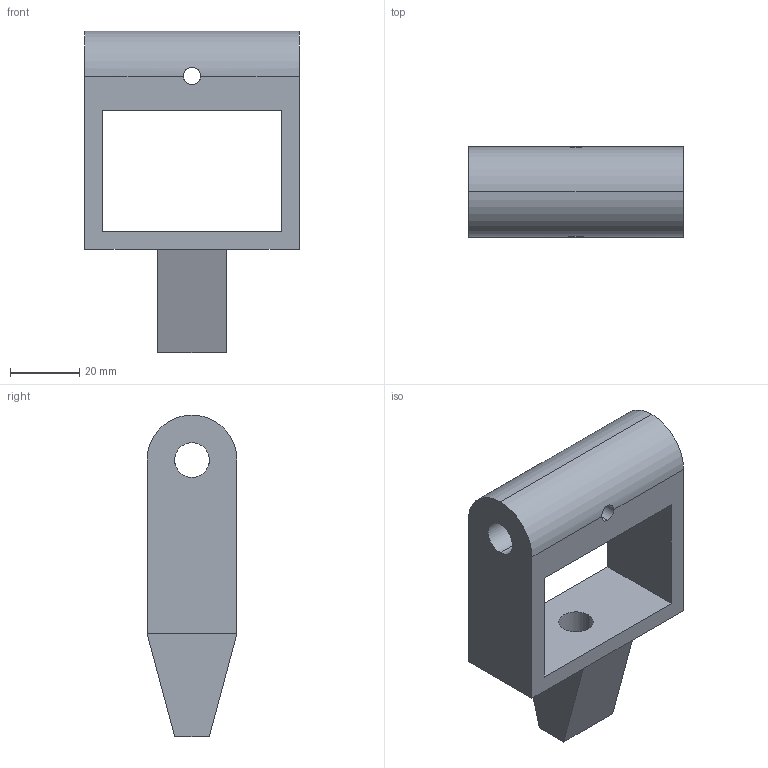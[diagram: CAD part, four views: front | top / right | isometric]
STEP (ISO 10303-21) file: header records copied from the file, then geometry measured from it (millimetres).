
FILE_DESCRIPTION (( 'STEP AP203' ), '1' );
FILE_NAME ('efector final_Predeterminado_sldprt.STEP', '2025-03-13T21:56:02', ( '' ), ( '' ), 'SwSTEP 2.0', 'SolidWorks 2024', '' );
FILE_SCHEMA (( 'CONFIG_CONTROL_DESIGN' ));
Length unit declared in the file: millimetre
Products named in the file (1): efector final_Predeterminado_sldprt
Bounding box: 62 x 26 x 93 mm (x, y, z)
Volume: 52601.1 mm3; surface area: 19273.9 mm2
Topology: 1 solids, 1 shells, 26 faces, 75 edges, 48 vertices
Faces by surface type: plane 16, cylinder 10
Entity records: 1114 total; most frequent: CARTESIAN_POINT 334, ORIENTED_EDGE 150, DIRECTION 139, EDGE_CURVE 75, LINE 49, VECTOR 49, VERTEX_POINT 48, AXIS2_PLACEMENT_3D 45
